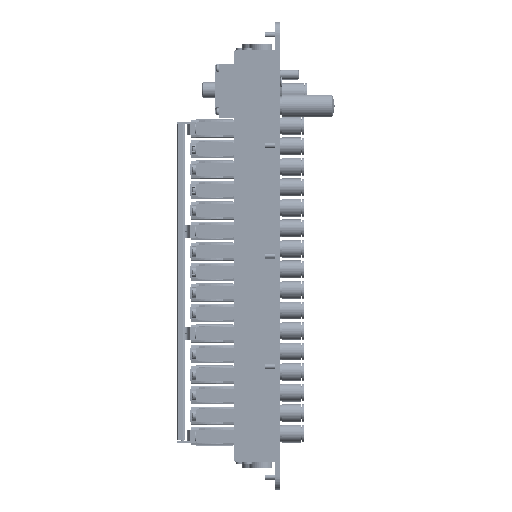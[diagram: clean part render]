
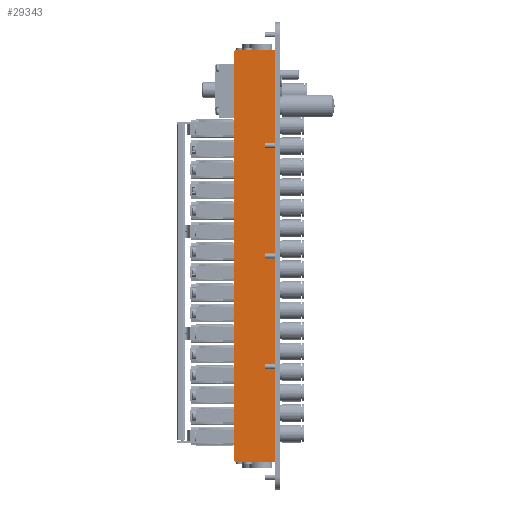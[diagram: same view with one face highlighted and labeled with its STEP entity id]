
A CAD part, left-side view. The second image highlights one B-rep face of the part: STEP entity #29343.
In plain terms, the highlighted face is planar.
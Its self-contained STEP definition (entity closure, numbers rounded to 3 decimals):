
#5008=FACE_OUTER_BOUND('',#7451,.T.);
#7451=EDGE_LOOP('',(#23032,#23033,#23034,#23035,#23036,#23037,#23038,#23039,
#23040,#23041,#23042,#23043));
#9108=LINE('',#43450,#11265);
#9315=LINE('',#44022,#11472);
#9641=LINE('',#44990,#11798);
#9643=LINE('',#45000,#11800);
#9648=LINE('',#45017,#11805);
#9676=LINE('',#45409,#11833);
#9678=LINE('',#45419,#11835);
#9691=LINE('',#45460,#11848);
#9692=LINE('',#45462,#11849);
#9694=LINE('',#45464,#11851);
#9779=LINE('',#46810,#11936);
#9780=LINE('',#46811,#11937);
#11265=VECTOR('',#34340,10.);
#11472=VECTOR('',#34865,10.);
#11798=VECTOR('',#35737,10.);
#11800=VECTOR('',#35747,10.);
#11805=VECTOR('',#35768,10.);
#11833=VECTOR('',#36272,10.);
#11835=VECTOR('',#36282,10.);
#11848=VECTOR('',#36327,10.);
#11849=VECTOR('',#36330,10.);
#11851=VECTOR('',#36332,10.);
#11936=VECTOR('',#37839,10.);
#11937=VECTOR('',#37840,10.);
#13374=VERTEX_POINT('',#43443);
#13377=VERTEX_POINT('',#43448);
#13582=VERTEX_POINT('',#44019);
#13583=VERTEX_POINT('',#44021);
#13951=VERTEX_POINT('',#44987);
#13952=VERTEX_POINT('',#44989);
#13953=VERTEX_POINT('',#44993);
#13956=VERTEX_POINT('',#44998);
#14085=VERTEX_POINT('',#45406);
#14086=VERTEX_POINT('',#45408);
#14087=VERTEX_POINT('',#45412);
#14090=VERTEX_POINT('',#45417);
#16292=EDGE_CURVE('',#13377,#13374,#9108,.T.);
#16572=EDGE_CURVE('',#13583,#13582,#9315,.T.);
#17048=EDGE_CURVE('',#13952,#13951,#9641,.T.);
#17053=EDGE_CURVE('',#13956,#13953,#9643,.T.);
#17062=EDGE_CURVE('',#13951,#13953,#9648,.T.);
#17189=EDGE_CURVE('',#14086,#14085,#9676,.T.);
#17194=EDGE_CURVE('',#14090,#14087,#9678,.T.);
#17215=EDGE_CURVE('',#14085,#14087,#9691,.T.);
#17216=EDGE_CURVE('',#13377,#14086,#9692,.T.);
#17218=EDGE_CURVE('',#14090,#13583,#9694,.T.);
#17652=EDGE_CURVE('',#13582,#13952,#9779,.T.);
#17653=EDGE_CURVE('',#13956,#13374,#9780,.T.);
#23032=ORIENTED_EDGE('',*,*,#17652,.T.);
#23033=ORIENTED_EDGE('',*,*,#17048,.T.);
#23034=ORIENTED_EDGE('',*,*,#17062,.T.);
#23035=ORIENTED_EDGE('',*,*,#17053,.F.);
#23036=ORIENTED_EDGE('',*,*,#17653,.T.);
#23037=ORIENTED_EDGE('',*,*,#16292,.F.);
#23038=ORIENTED_EDGE('',*,*,#17216,.T.);
#23039=ORIENTED_EDGE('',*,*,#17189,.T.);
#23040=ORIENTED_EDGE('',*,*,#17215,.T.);
#23041=ORIENTED_EDGE('',*,*,#17194,.F.);
#23042=ORIENTED_EDGE('',*,*,#17218,.T.);
#23043=ORIENTED_EDGE('',*,*,#16572,.T.);
#27911=PLANE('',#31986);
#29343=ADVANCED_FACE('',(#5008),#27911,.T.);
#31986=AXIS2_PLACEMENT_3D('',#46809,#37837,#37838);
#34340=DIRECTION('',(0.,0.,1.));
#34865=DIRECTION('',(0.,0.,1.));
#35737=DIRECTION('',(0.,0.,1.));
#35747=DIRECTION('',(0.,0.,1.));
#35768=DIRECTION('',(0.,-1.,0.));
#36272=DIRECTION('',(0.,0.,-1.));
#36282=DIRECTION('',(0.,0.,-1.));
#36327=DIRECTION('',(0.,1.,0.));
#36330=DIRECTION('',(0.,1.,0.));
#36332=DIRECTION('',(0.,1.,0.));
#37837=DIRECTION('center_axis',(1.,0.,0.));
#37838=DIRECTION('ref_axis',(0.,0.,-1.));
#37839=DIRECTION('',(0.,-1.,0.));
#37840=DIRECTION('',(0.,-1.,0.));
#43443=CARTESIAN_POINT('',(110.,-33.8,320.));
#43448=CARTESIAN_POINT('',(110.,-33.8,0.));
#43450=CARTESIAN_POINT('',(110.,-33.8,0.));
#44019=CARTESIAN_POINT('',(110.,0.,320.));
#44021=CARTESIAN_POINT('',(110.,0.,0.));
#44022=CARTESIAN_POINT('',(110.,0.,0.));
#44987=CARTESIAN_POINT('',(110.,-1.3,320.69));
#44989=CARTESIAN_POINT('',(110.,-1.3,320.));
#44990=CARTESIAN_POINT('',(110.,-1.3,320.));
#44993=CARTESIAN_POINT('',(110.,-32.5,320.69));
#44998=CARTESIAN_POINT('',(110.,-32.5,320.));
#45000=CARTESIAN_POINT('',(110.,-32.5,320.));
#45017=CARTESIAN_POINT('',(110.,-32.5,320.69));
#45406=CARTESIAN_POINT('',(110.,-32.5,-0.69));
#45408=CARTESIAN_POINT('',(110.,-32.5,0.));
#45409=CARTESIAN_POINT('',(110.,-32.5,0.));
#45412=CARTESIAN_POINT('',(110.,-1.3,-0.69));
#45417=CARTESIAN_POINT('',(110.,-1.3,0.));
#45419=CARTESIAN_POINT('',(110.,-1.3,0.));
#45460=CARTESIAN_POINT('',(110.,-32.5,-0.69));
#45462=CARTESIAN_POINT('',(110.,-33.8,0.));
#45464=CARTESIAN_POINT('',(110.,-33.8,0.));
#46809=CARTESIAN_POINT('Origin',(110.,0.,0.));
#46810=CARTESIAN_POINT('',(110.,-33.8,320.));
#46811=CARTESIAN_POINT('',(110.,-33.8,320.));
